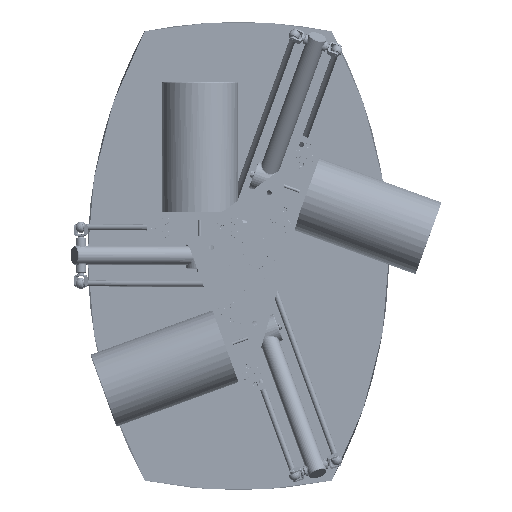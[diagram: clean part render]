
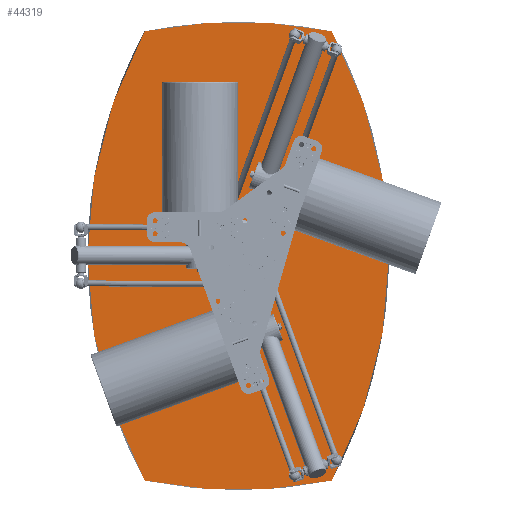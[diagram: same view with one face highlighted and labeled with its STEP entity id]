
A CAD part, top view. The second image highlights one B-rep face of the part: STEP entity #44319.
In plain terms, the highlighted planar face has unit normal (0, 0, 1).
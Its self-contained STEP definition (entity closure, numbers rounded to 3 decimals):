
#9959=PLANE('',#49391);
#14416=FACE_OUTER_BOUND('',#18134,.T.);
#18134=EDGE_LOOP('',(#40849,#40850,#40851,#40852));
#20450=CIRCLE('',#49384,1256.578);
#20451=CIRCLE('',#49386,1256.578);
#20452=CIRCLE('',#49388,1262.5);
#20453=CIRCLE('',#49390,1262.5);
#24352=VERTEX_POINT('',#87921);
#24353=VERTEX_POINT('',#87922);
#24354=VERTEX_POINT('',#87927);
#24355=VERTEX_POINT('',#87928);
#29897=EDGE_CURVE('',#24352,#24353,#20450,.T.);
#29900=EDGE_CURVE('',#24354,#24355,#20451,.T.);
#29903=EDGE_CURVE('',#24353,#24354,#20452,.T.);
#29904=EDGE_CURVE('',#24355,#24352,#20453,.T.);
#40849=ORIENTED_EDGE('',*,*,#29903,.T.);
#40850=ORIENTED_EDGE('',*,*,#29900,.T.);
#40851=ORIENTED_EDGE('',*,*,#29904,.T.);
#40852=ORIENTED_EDGE('',*,*,#29897,.T.);
#44319=ADVANCED_FACE('',(#14416),#9959,.T.);
#49384=AXIS2_PLACEMENT_3D('',#87923,#61669,#61670);
#49386=AXIS2_PLACEMENT_3D('',#87929,#61675,#61676);
#49388=AXIS2_PLACEMENT_3D('',#87933,#61681,#61682);
#49390=AXIS2_PLACEMENT_3D('',#87935,#61685,#61686);
#49391=AXIS2_PLACEMENT_3D('',#87936,#61687,#61688);
#61669=DIRECTION('center_axis',(0.,0.,1.));
#61670=DIRECTION('ref_axis',(0.477,0.879,0.));
#61675=DIRECTION('center_axis',(0.,0.,1.));
#61676=DIRECTION('ref_axis',(-0.477,-0.879,0.));
#61681=DIRECTION('center_axis',(0.,0.,1.));
#61682=DIRECTION('ref_axis',(-0.98,0.198,0.));
#61685=DIRECTION('center_axis',(0.,0.,1.));
#61686=DIRECTION('ref_axis',(0.98,-0.198,0.));
#61687=DIRECTION('center_axis',(0.,0.,1.));
#61688=DIRECTION('ref_axis',(1.,0.,0.));
#87921=CARTESIAN_POINT('',(600.,250.,0.));
#87922=CARTESIAN_POINT('',(-600.,250.,0.));
#87923=CARTESIAN_POINT('Origin',(0.,-854.078,
0.));
#87927=CARTESIAN_POINT('',(-600.,-250.,0.));
#87928=CARTESIAN_POINT('',(600.,-250.,0.));
#87929=CARTESIAN_POINT('Origin',(0.,854.078,
0.));
#87933=CARTESIAN_POINT('Origin',(637.5,0.,0.));
#87935=CARTESIAN_POINT('Origin',(-637.5,0.,0.));
#87936=CARTESIAN_POINT('Origin',(0.,0.,
0.));
